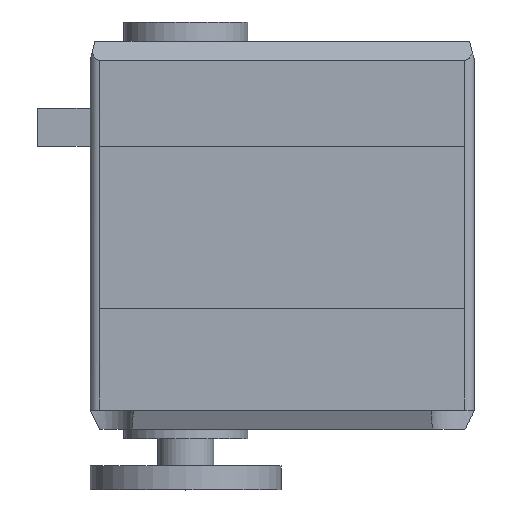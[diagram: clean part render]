
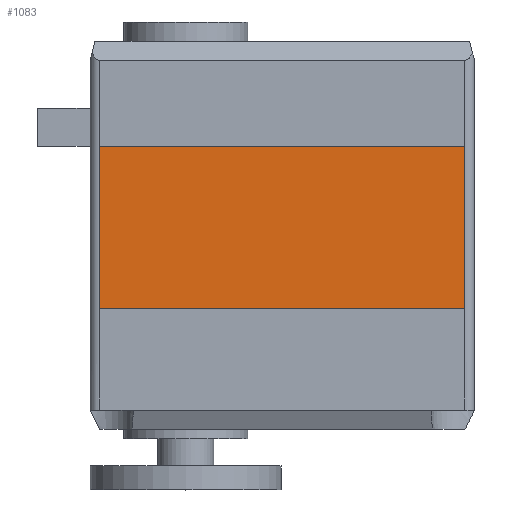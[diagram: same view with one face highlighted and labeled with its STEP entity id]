
A CAD part, top view. The second image highlights one B-rep face of the part: STEP entity #1083.
In plain terms, the highlighted planar face has unit normal (0, 0, 1).
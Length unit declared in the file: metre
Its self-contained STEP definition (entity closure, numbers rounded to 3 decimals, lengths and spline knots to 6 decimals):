
#159=ORIENTED_EDGE('',*,*,#437,.F.);
#160=ORIENTED_EDGE('',*,*,#438,.T.);
#161=ORIENTED_EDGE('',*,*,#439,.T.);
#162=ORIENTED_EDGE('',*,*,#440,.T.);
#437=EDGE_CURVE('',#574,#575,#680,.T.);
#438=EDGE_CURVE('',#574,#576,#681,.F.);
#439=EDGE_CURVE('',#576,#577,#682,.T.);
#440=EDGE_CURVE('',#577,#575,#683,.T.);
#574=VERTEX_POINT('',#1807);
#575=VERTEX_POINT('',#1808);
#576=VERTEX_POINT('',#1810);
#577=VERTEX_POINT('',#1812);
#680=LINE('',#1806,#753);
#681=LINE('',#1809,#754);
#682=LINE('',#1811,#755);
#683=LINE('',#1813,#756);
#753=VECTOR('',#1423,1.);
#754=VECTOR('',#1424,1.);
#755=VECTOR('',#1425,1.);
#756=VECTOR('',#1426,1.);
#799=EDGE_LOOP('',(#159,#160,#161,#162));
#918=FACE_BOUND('',#799,.T.);
#1035=PLANE('',#1230);
#1083=ADVANCED_FACE('',(#918),#1035,.T.);
#1230=AXIS2_PLACEMENT_3D('',#1805,#1421,#1422);
#1421=DIRECTION('',(0.,0.,1.));
#1422=DIRECTION('',(1.,0.,0.));
#1423=DIRECTION('',(1.,0.,0.));
#1424=DIRECTION('',(0.,1.,0.));
#1425=DIRECTION('',(1.,0.,0.));
#1426=DIRECTION('',(0.,1.,0.));
#1805=CARTESIAN_POINT('',(0.,0.,0.010225));
#1806=CARTESIAN_POINT('',(0.,0.0093,0.010225));
#1807=CARTESIAN_POINT('',(-0.0191,0.0093,0.010225));
#1808=CARTESIAN_POINT('',(0.0191,0.0093,0.010225));
#1809=CARTESIAN_POINT('',(-0.0191,0.,0.010225));
#1810=CARTESIAN_POINT('',(-0.0191,-0.0077,0.010225));
#1811=CARTESIAN_POINT('',(0.,-0.0077,0.010225));
#1812=CARTESIAN_POINT('',(0.0191,-0.0077,0.010225));
#1813=CARTESIAN_POINT('',(0.0191,0.0093,0.010225));
